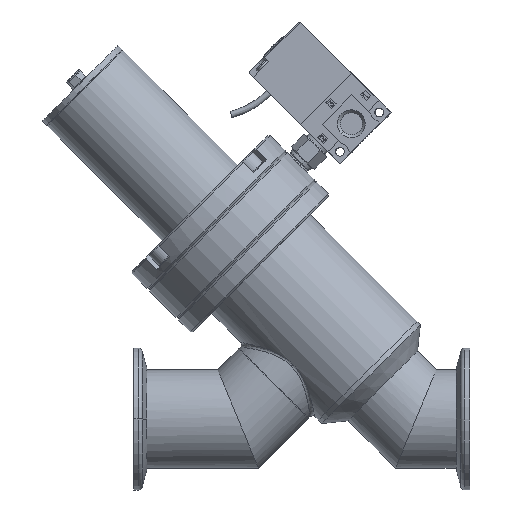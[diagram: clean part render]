
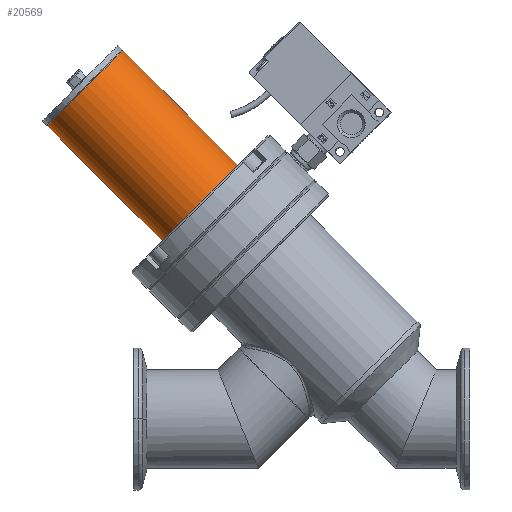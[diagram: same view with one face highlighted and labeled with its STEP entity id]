
A CAD part, top view. The second image highlights one B-rep face of the part: STEP entity #20569.
In plain terms, the highlighted cylindrical face has radius 20.637 mm (diameter 41.275 mm), a partial arc.
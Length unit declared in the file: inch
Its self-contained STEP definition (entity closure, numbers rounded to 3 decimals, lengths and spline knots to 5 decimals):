
#89 = CARTESIAN_POINT ( 'NONE',  ( -3.30039, 5.04227, 0. ) ) ;
#2243 = LINE ( 'NONE', #14866, #37055 ) ;
#2831 = DIRECTION ( 'NONE',  ( 0.707, 0.707, 0. ) ) ;
#3929 = CARTESIAN_POINT ( 'NONE',  ( -3.31103, 5.05291, 0. ) ) ;
#4931 = CARTESIAN_POINT ( 'NONE',  ( -3.87491, 4.46774, 0. ) ) ;
#6814 = DIRECTION ( 'NONE',  ( 0.707, -0.707, 0. ) ) ;
#6966 = CYLINDRICAL_SURFACE ( 'NONE', #25707, 0.8125 ) ;
#7058 = DIRECTION ( 'NONE',  ( 0.707, -0.707, 0. ) ) ;
#8426 = AXIS2_PLACEMENT_3D ( 'NONE', #30087, #33550, #37244 ) ;
#9282 = CARTESIAN_POINT ( 'NONE',  ( -1.8328, 2.76218, 0.57452 ) ) ;
#9745 = VERTEX_POINT ( 'NONE', #4931 ) ;
#9981 = CARTESIAN_POINT ( 'NONE',  ( -3.70664, 4.63602, 0.57452 ) ) ;
#10160 = CARTESIAN_POINT ( 'NONE',  ( -2.72586, 5.61679, 0. ) ) ;
#10497 = CARTESIAN_POINT ( 'NONE',  ( -2.00108, 2.59391, 0. ) ) ;
#11713 = EDGE_LOOP ( 'NONE', ( #33059, #22391, #32260, #23136, #25187, #26504 ) ) ;
#12315 = CARTESIAN_POINT ( 'NONE',  ( -3.30039, 5.04227, 0. ) ) ;
#13442 = CARTESIAN_POINT ( 'NONE',  ( -0.85203, 3.74296, 0. ) ) ;
#14590 = AXIS2_PLACEMENT_3D ( 'NONE', #89, #6814, #23126 ) ;
#14866 = CARTESIAN_POINT ( 'NONE',  ( -3.88556, 4.47839, 0. ) ) ;
#15827 = VERTEX_POINT ( 'NONE', #13442 ) ;
#15972 = CIRCLE ( 'NONE', #14590, 0.8125 ) ;
#16035 = CIRCLE ( 'NONE', #8426, 0.8125 ) ;
#16081 = VERTEX_POINT ( 'NONE', #9282 ) ;
#16994 = DIRECTION ( 'NONE',  ( 0.707, 0.707, 0. ) ) ;
#19363 = CARTESIAN_POINT ( 'NONE',  ( -1.42655, 3.16843, 0. ) ) ;
#20076 = EDGE_CURVE ( 'NONE', #30389, #22302, #15972, .T. ) ;
#20460 = FACE_OUTER_BOUND ( 'NONE', #11713, .T. ) ;
#20569 = ADVANCED_FACE ( 'NONE', ( #20460 ), #6966, .T. ) ;
#21264 = EDGE_CURVE ( 'NONE', #16081, #15827, #16035, .T. ) ;
#21702 = VERTEX_POINT ( 'NONE', #10497 ) ;
#22302 = VERTEX_POINT ( 'NONE', #9981 ) ;
#22391 = ORIENTED_EDGE ( 'NONE', *, *, #24228, .T. ) ;
#22440 = AXIS2_PLACEMENT_3D ( 'NONE', #12315, #38595, #22957 ) ;
#22957 = DIRECTION ( 'NONE',  ( 0.707, 0.707, 0. ) ) ;
#23126 = DIRECTION ( 'NONE',  ( 0.707, 0.707, 0. ) ) ;
#23136 = ORIENTED_EDGE ( 'NONE', *, *, #38410, .T. ) ;
#24228 = EDGE_CURVE ( 'NONE', #22302, #9745, #33404, .T. ) ;
#24647 = DIRECTION ( 'NONE',  ( 0.707, -0.707, 0. ) ) ;
#25096 = VECTOR ( 'NONE', #7058, 39.37008 ) ;
#25187 = ORIENTED_EDGE ( 'NONE', *, *, #21264, .T. ) ;
#25707 = AXIS2_PLACEMENT_3D ( 'NONE', #3929, #27587, #16994 ) ;
#25880 = AXIS2_PLACEMENT_3D ( 'NONE', #19363, #32557, #2831 ) ;
#25954 = EDGE_CURVE ( 'NONE', #30389, #15827, #33541, .T. ) ;
#26504 = ORIENTED_EDGE ( 'NONE', *, *, #25954, .F. ) ;
#27587 = DIRECTION ( 'NONE',  ( 0.707, -0.707, 0. ) ) ;
#29367 = EDGE_CURVE ( 'NONE', #9745, #21702, #2243, .T. ) ;
#29860 = CARTESIAN_POINT ( 'NONE',  ( -2.73651, 5.62744, 0. ) ) ;
#30087 = CARTESIAN_POINT ( 'NONE',  ( -1.42655, 3.16843, 0. ) ) ;
#30389 = VERTEX_POINT ( 'NONE', #10160 ) ;
#32260 = ORIENTED_EDGE ( 'NONE', *, *, #29367, .T. ) ;
#32557 = DIRECTION ( 'NONE',  ( -0.707, 0.707, 0. ) ) ;
#33059 = ORIENTED_EDGE ( 'NONE', *, *, #20076, .T. ) ;
#33404 = CIRCLE ( 'NONE', #22440, 0.8125 ) ;
#33541 = LINE ( 'NONE', #29860, #25096 ) ;
#33550 = DIRECTION ( 'NONE',  ( -0.707, 0.707, 0. ) ) ;
#37055 = VECTOR ( 'NONE', #24647, 39.37008 ) ;
#37244 = DIRECTION ( 'NONE',  ( 0.707, 0.707, 0. ) ) ;
#37658 = CIRCLE ( 'NONE', #25880, 0.8125 ) ;
#38410 = EDGE_CURVE ( 'NONE', #21702, #16081, #37658, .T. ) ;
#38595 = DIRECTION ( 'NONE',  ( 0.707, -0.707, 0. ) ) ;
